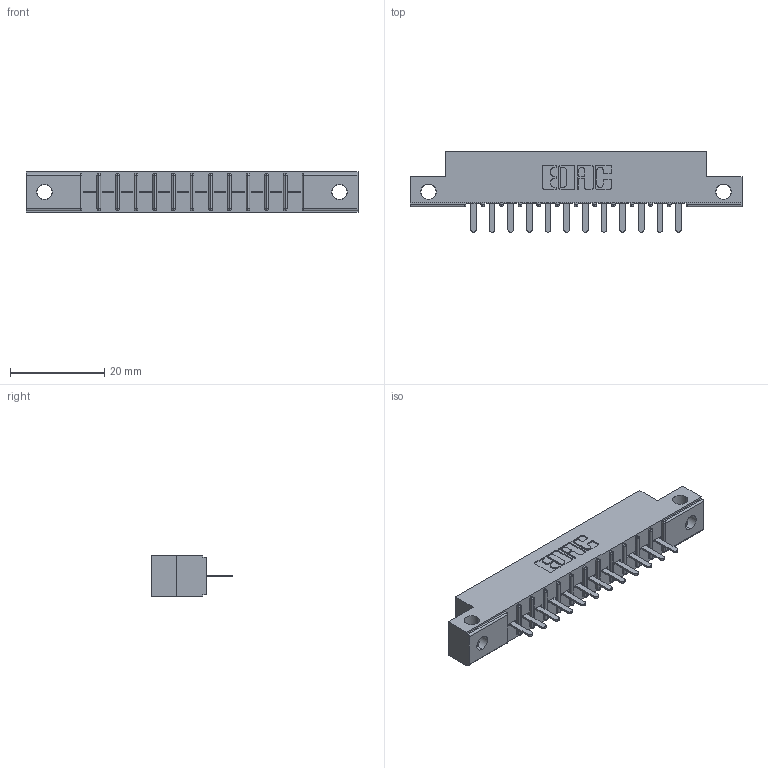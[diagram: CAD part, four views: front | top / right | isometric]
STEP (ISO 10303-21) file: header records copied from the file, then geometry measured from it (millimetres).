
FILE_DESCRIPTION (( 'STEP AP203' ), '1' );
FILE_NAME ('316-012-520-112.STEP', '2020-09-20T20:32:09', ( '' ), ( '' ), 'SwSTEP 2.0', 'SolidWorks 2020', '' );
FILE_SCHEMA (( 'CONFIG_CONTROL_DESIGN' ));
Length unit declared in the file: inch
Products named in the file (3): 316-012-520-112; 306-290-001_120; 306 Part_.128 Dia
Assembly tree (13 placements, depth 2):
  316-012-520-112
    306 Part_.128 Dia
    306-290-001_120  x12
Bounding box: 70.56 x 17.12 x 8.71 mm (x, y, z)
Volume: 4651.9 mm3; surface area: 6499.8 mm2
Topology: 13 solids, 13 shells, 968 faces, 2716 edges, 1740 vertices
Faces by surface type: plane 632, cylinder 288, sphere 48
Entity records: 15439 total; most frequent: CARTESIAN_POINT 2635, ORIENTED_EDGE 2564, DIRECTION 2540, EDGE_CURVE 1282, LINE 970, VECTOR 970, VERTEX_POINT 816, AXIS2_PLACEMENT_3D 785
